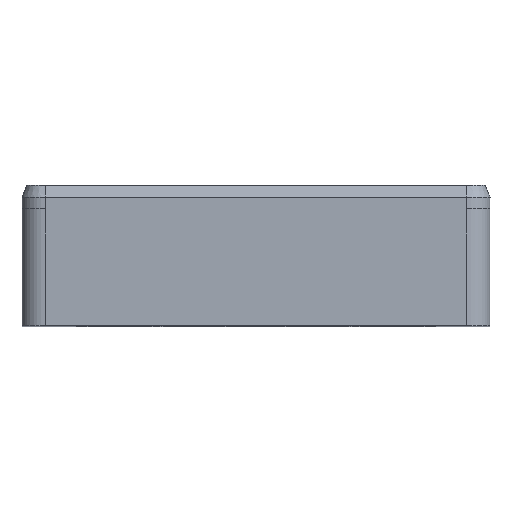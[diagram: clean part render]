
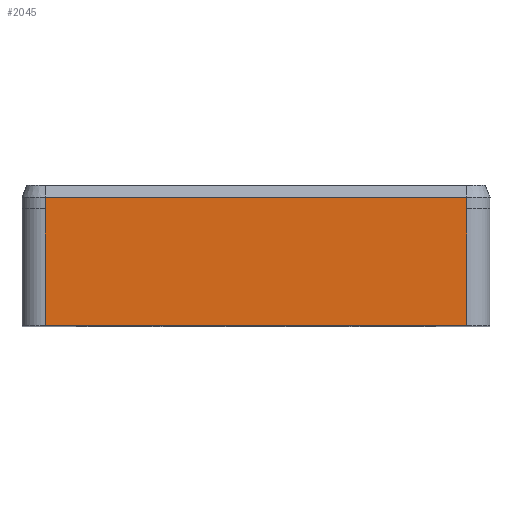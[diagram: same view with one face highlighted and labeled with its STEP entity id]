
A CAD part, top view. The second image highlights one B-rep face of the part: STEP entity #2045.
In plain terms, the highlighted planar face has unit normal (0, 0, 1).
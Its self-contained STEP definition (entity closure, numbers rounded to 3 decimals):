
#126=LINE('',#3334,#267);
#139=LINE('',#3376,#280);
#140=LINE('',#3379,#281);
#141=LINE('',#3384,#282);
#190=LINE('',#3576,#331);
#191=LINE('',#3579,#332);
#267=VECTOR('',#2576,10.);
#280=VECTOR('',#2619,10.);
#281=VECTOR('',#2622,10.);
#282=VECTOR('',#2629,10.);
#331=VECTOR('',#2844,10.);
#332=VECTOR('',#2849,10.);
#414=PLANE('',#2279);
#531=FACE_OUTER_BOUND('',#673,.T.);
#673=EDGE_LOOP('',(#1835,#1836,#1837,#1838,#1839,#1840));
#939=VERTEX_POINT('',#3321);
#942=VERTEX_POINT('',#3332);
#956=VERTEX_POINT('',#3374);
#957=VERTEX_POINT('',#3378);
#958=VERTEX_POINT('',#3382);
#1006=VERTEX_POINT('',#3575);
#1178=EDGE_CURVE('',#942,#939,#126,.T.);
#1201=EDGE_CURVE('',#956,#942,#139,.T.);
#1202=EDGE_CURVE('',#939,#957,#140,.T.);
#1205=EDGE_CURVE('',#958,#956,#141,.T.);
#1296=EDGE_CURVE('',#957,#1006,#190,.T.);
#1298=EDGE_CURVE('',#958,#1006,#191,.T.);
#1835=ORIENTED_EDGE('',*,*,#1298,.T.);
#1836=ORIENTED_EDGE('',*,*,#1296,.F.);
#1837=ORIENTED_EDGE('',*,*,#1202,.F.);
#1838=ORIENTED_EDGE('',*,*,#1178,.F.);
#1839=ORIENTED_EDGE('',*,*,#1201,.F.);
#1840=ORIENTED_EDGE('',*,*,#1205,.F.);
#2045=ADVANCED_FACE('',(#531),#414,.F.);
#2279=AXIS2_PLACEMENT_3D('',#3578,#2847,#2848);
#2576=DIRECTION('',(1.,0.,0.));
#2619=DIRECTION('',(0.,1.,0.));
#2622=DIRECTION('',(0.,-1.,0.));
#2629=DIRECTION('',(0.,1.,0.));
#2844=DIRECTION('',(0.,-1.,0.));
#2847=DIRECTION('center_axis',(0.,0.,-1.));
#2848=DIRECTION('ref_axis',(0.,-1.,0.));
#2849=DIRECTION('',(1.,0.,0.));
#3321=CARTESIAN_POINT('',(44.997,182.5,49.997));
#3332=CARTESIAN_POINT('',(-45.003,182.5,49.997));
#3334=CARTESIAN_POINT('',(-0.003,182.5,49.997));
#3374=CARTESIAN_POINT('',(-45.003,180.,49.997));
#3376=CARTESIAN_POINT('',(-45.003,181.,49.997));
#3378=CARTESIAN_POINT('',(44.997,180.,49.997));
#3379=CARTESIAN_POINT('',(44.997,181.,49.997));
#3382=CARTESIAN_POINT('',(-45.003,155.,49.997));
#3384=CARTESIAN_POINT('',(-45.003,167.5,49.997));
#3575=CARTESIAN_POINT('',(44.997,155.,49.997));
#3576=CARTESIAN_POINT('',(44.997,167.5,49.997));
#3578=CARTESIAN_POINT('Origin',(-0.003,167.5,49.997));
#3579=CARTESIAN_POINT('',(-0.003,155.,49.997));
